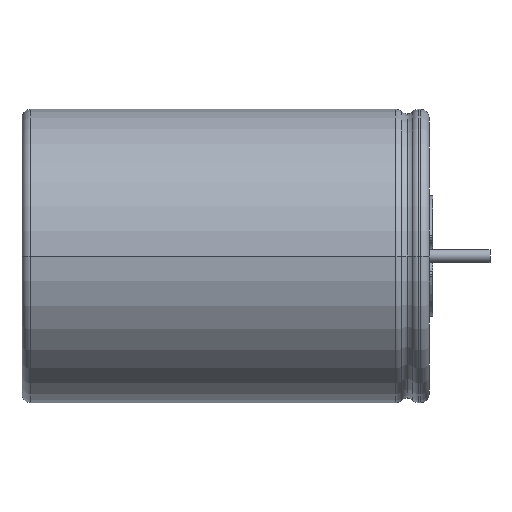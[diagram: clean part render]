
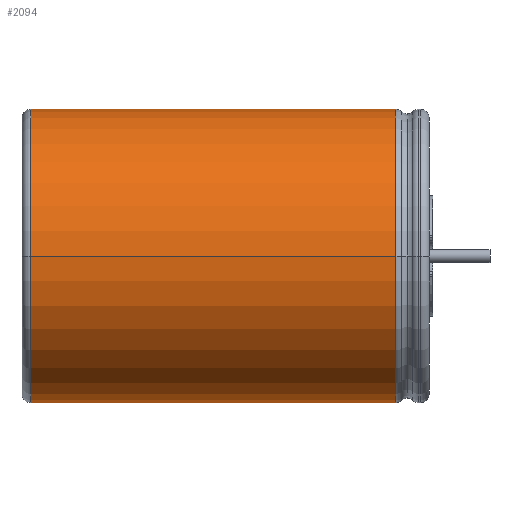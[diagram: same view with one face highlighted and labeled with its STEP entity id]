
A CAD part, left-side view. The second image highlights one B-rep face of the part: STEP entity #2094.
In plain terms, the highlighted cylindrical face has radius 9.025 mm (diameter 18.051 mm), a partial arc.
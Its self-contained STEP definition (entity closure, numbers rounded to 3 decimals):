
#630 = ORIENTED_EDGE ( 'NONE', *, *, #4124, .F. ) ;
#885 = CARTESIAN_POINT ( 'NONE',  ( 0., 12.922, 9.025 ) ) ;
#922 = DIRECTION ( 'NONE',  ( 0., 1., 0. ) ) ;
#934 = DIRECTION ( 'NONE',  ( 0., -1., 0. ) ) ;
#1009 = VERTEX_POINT ( 'NONE', #4090 ) ;
#1186 = ORIENTED_EDGE ( 'NONE', *, *, #3783, .F. ) ;
#1195 = VERTEX_POINT ( 'NONE', #1628 ) ;
#1230 = AXIS2_PLACEMENT_3D ( 'NONE', #4011, #2570, #3672 ) ;
#1336 = CYLINDRICAL_SURFACE ( 'NONE', #2766, 9.025 ) ;
#1512 = CIRCLE ( 'NONE', #1758, 9.025 ) ;
#1628 = CARTESIAN_POINT ( 'NONE',  ( 0., 2.52, 9.025 ) ) ;
#1758 = AXIS2_PLACEMENT_3D ( 'NONE', #3530, #934, #3180 ) ;
#2032 = EDGE_LOOP ( 'NONE', ( #4382, #630, #4458, #1186 ) ) ;
#2094 = ADVANCED_FACE ( 'NONE', ( #4248 ), #1336, .T. ) ;
#2323 = CIRCLE ( 'NONE', #1230, 9.025 ) ;
#2441 = CARTESIAN_POINT ( 'NONE',  ( 0., 25., -9.025 ) ) ;
#2570 = DIRECTION ( 'NONE',  ( 0., -1., 0. ) ) ;
#2731 = CARTESIAN_POINT ( 'NONE',  ( 0., 12.922, 0. ) ) ;
#2766 = AXIS2_PLACEMENT_3D ( 'NONE', #2731, #922, #3134 ) ;
#2847 = CARTESIAN_POINT ( 'NONE',  ( 0., 12.922, -9.025 ) ) ;
#3134 = DIRECTION ( 'NONE',  ( 1., 0., 0. ) ) ;
#3180 = DIRECTION ( 'NONE',  ( 1., 0., 0. ) ) ;
#3219 = DIRECTION ( 'NONE',  ( 0., 1., 0. ) ) ;
#3360 = VERTEX_POINT ( 'NONE', #2441 ) ;
#3367 = LINE ( 'NONE', #885, #4006 ) ;
#3385 = EDGE_CURVE ( 'NONE', #3875, #3360, #1512, .T. ) ;
#3507 = CARTESIAN_POINT ( 'NONE',  ( 0., 25., 9.025 ) ) ;
#3530 = CARTESIAN_POINT ( 'NONE',  ( 0., 25., 0. ) ) ;
#3672 = DIRECTION ( 'NONE',  ( 1., 0., 0. ) ) ;
#3714 = VECTOR ( 'NONE', #3219, 1000. ) ;
#3783 = EDGE_CURVE ( 'NONE', #3875, #1195, #3367, .T. ) ;
#3875 = VERTEX_POINT ( 'NONE', #3507 ) ;
#3883 = DIRECTION ( 'NONE',  ( 0., -1., 0. ) ) ;
#3972 = EDGE_CURVE ( 'NONE', #1195, #1009, #2323, .T. ) ;
#4000 = LINE ( 'NONE', #2847, #3714 ) ;
#4006 = VECTOR ( 'NONE', #3883, 1000. ) ;
#4011 = CARTESIAN_POINT ( 'NONE',  ( 0., 2.52, 0. ) ) ;
#4090 = CARTESIAN_POINT ( 'NONE',  ( 0., 2.52, -9.025 ) ) ;
#4124 = EDGE_CURVE ( 'NONE', #1009, #3360, #4000, .T. ) ;
#4248 = FACE_OUTER_BOUND ( 'NONE', #2032, .T. ) ;
#4382 = ORIENTED_EDGE ( 'NONE', *, *, #3385, .T. ) ;
#4458 = ORIENTED_EDGE ( 'NONE', *, *, #3972, .F. ) ;
